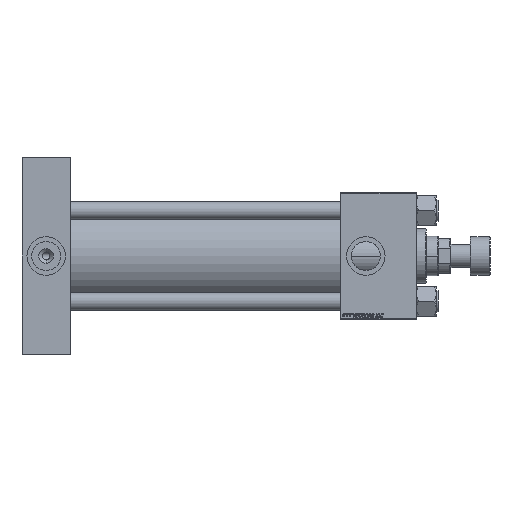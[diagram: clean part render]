
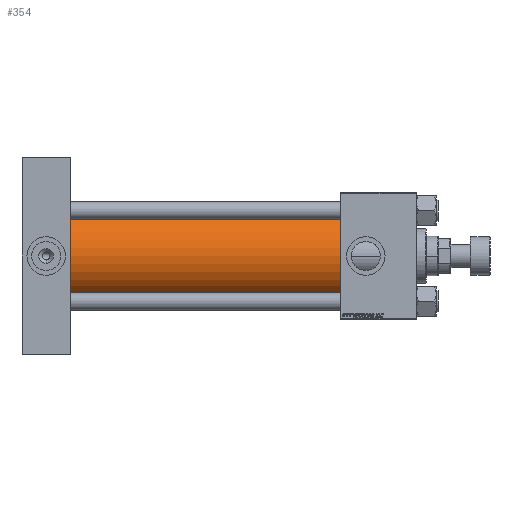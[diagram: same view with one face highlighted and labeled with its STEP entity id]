
A CAD part, front view. The second image highlights one B-rep face of the part: STEP entity #354.
In plain terms, the highlighted cylindrical face has radius 43 mm (diameter 86 mm), a partial arc.
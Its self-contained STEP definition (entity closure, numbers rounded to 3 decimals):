
#354 = ADVANCED_FACE ( 'NONE', ( #40915 ), #673, .T. ) ;
#673 = CYLINDRICAL_SURFACE ( 'NONE', #22197, 43. ) ;
#2532 = VERTEX_POINT ( 'NONE', #6084 ) ;
#2735 = VERTEX_POINT ( 'NONE', #12844 ) ;
#2838 = DIRECTION ( 'NONE',  ( 0., 0., -1. ) ) ;
#2868 = CARTESIAN_POINT ( 'NONE',  ( 44., 0., 0. ) ) ;
#6084 = CARTESIAN_POINT ( 'NONE',  ( 44., 0., 43. ) ) ;
#6343 = VECTOR ( 'NONE', #15255, 1000. ) ;
#7882 = CIRCLE ( 'NONE', #43339, 43. ) ;
#8033 = CARTESIAN_POINT ( 'NONE',  ( 290., 0., -43. ) ) ;
#8127 = CARTESIAN_POINT ( 'NONE',  ( 290., 0., 43. ) ) ;
#8873 = ORIENTED_EDGE ( 'NONE', *, *, #43765, .F. ) ;
#10877 = DIRECTION ( 'NONE',  ( 1., 0., 0. ) ) ;
#12686 = VERTEX_POINT ( 'NONE', #8033 ) ;
#12781 = ORIENTED_EDGE ( 'NONE', *, *, #19941, .T. ) ;
#12844 = CARTESIAN_POINT ( 'NONE',  ( 290., 0., 43. ) ) ;
#15255 = DIRECTION ( 'NONE',  ( -1., 0., 0. ) ) ;
#17018 = CIRCLE ( 'NONE', #34442, 43. ) ;
#18857 = DIRECTION ( 'NONE',  ( 1., 0., 0. ) ) ;
#19392 = CARTESIAN_POINT ( 'NONE',  ( 290., 0., -43. ) ) ;
#19941 = EDGE_CURVE ( 'NONE', #2532, #43803, #7882, .T. ) ;
#21056 = DIRECTION ( 'NONE',  ( 0., 0., 1. ) ) ;
#22197 = AXIS2_PLACEMENT_3D ( 'NONE', #36018, #24400, #21056 ) ;
#22995 = LINE ( 'NONE', #19392, #6343 ) ;
#24400 = DIRECTION ( 'NONE',  ( -1., 0., 0. ) ) ;
#26603 = DIRECTION ( 'NONE',  ( 0., 0., 1. ) ) ;
#27671 = EDGE_LOOP ( 'NONE', ( #32846, #8873, #31537, #12781 ) ) ;
#30688 = CARTESIAN_POINT ( 'NONE',  ( 290., 0., 0. ) ) ;
#31537 = ORIENTED_EDGE ( 'NONE', *, *, #38093, .T. ) ;
#32846 = ORIENTED_EDGE ( 'NONE', *, *, #41310, .F. ) ;
#34442 = AXIS2_PLACEMENT_3D ( 'NONE', #30688, #18857, #2838 ) ;
#35972 = DIRECTION ( 'NONE',  ( -1., 0., 0. ) ) ;
#36018 = CARTESIAN_POINT ( 'NONE',  ( 290., 0., 0. ) ) ;
#36091 = CARTESIAN_POINT ( 'NONE',  ( 44., 0., -43. ) ) ;
#36710 = VECTOR ( 'NONE', #35972, 1000. ) ;
#38093 = EDGE_CURVE ( 'NONE', #2735, #2532, #46853, .T. ) ;
#40915 = FACE_OUTER_BOUND ( 'NONE', #27671, .T. ) ;
#41310 = EDGE_CURVE ( 'NONE', #12686, #43803, #22995, .T. ) ;
#43339 = AXIS2_PLACEMENT_3D ( 'NONE', #2868, #10877, #26603 ) ;
#43765 = EDGE_CURVE ( 'NONE', #2735, #12686, #17018, .T. ) ;
#43803 = VERTEX_POINT ( 'NONE', #36091 ) ;
#46853 = LINE ( 'NONE', #8127, #36710 ) ;
